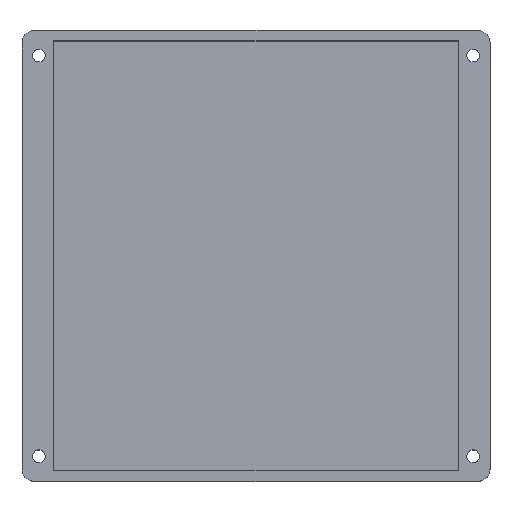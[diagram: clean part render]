
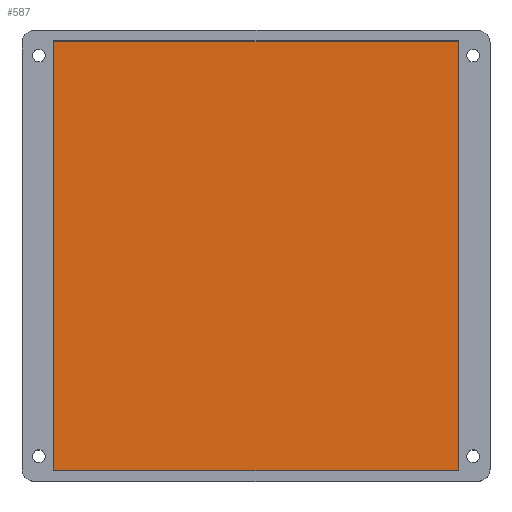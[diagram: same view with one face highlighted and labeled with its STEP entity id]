
A CAD part, top view. The second image highlights one B-rep face of the part: STEP entity #587.
In plain terms, the highlighted planar face has unit normal (0, 0, 1).
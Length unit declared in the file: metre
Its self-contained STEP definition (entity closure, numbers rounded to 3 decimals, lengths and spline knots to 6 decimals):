
#24=PLANE('',#663);
#68=LINE('',#996,#112);
#71=LINE('',#1002,#115);
#73=LINE('',#1006,#117);
#74=LINE('',#1007,#118);
#112=VECTOR('',#815,1.);
#115=VECTOR('',#820,1.);
#117=VECTOR('',#824,1.);
#118=VECTOR('',#825,1.);
#219=ORIENTED_EDGE('',*,*,#336,.T.);
#220=ORIENTED_EDGE('',*,*,#341,.F.);
#221=ORIENTED_EDGE('',*,*,#339,.T.);
#222=ORIENTED_EDGE('',*,*,#342,.T.);
#336=EDGE_CURVE('',#396,#395,#68,.T.);
#339=EDGE_CURVE('',#398,#397,#71,.T.);
#341=EDGE_CURVE('',#398,#395,#73,.T.);
#342=EDGE_CURVE('',#397,#396,#74,.T.);
#395=VERTEX_POINT('',#995);
#396=VERTEX_POINT('',#997);
#397=VERTEX_POINT('',#1001);
#398=VERTEX_POINT('',#1003);
#469=EDGE_LOOP('',(#219,#220,#221,#222));
#527=FACE_BOUND('',#469,.T.);
#587=ADVANCED_FACE('',(#527),#24,.T.);
#663=AXIS2_PLACEMENT_3D('',#1005,#822,#823);
#815=DIRECTION('',(0.,-1.,0.));
#820=DIRECTION('',(0.,1.,0.));
#822=DIRECTION('',(0.,0.,1.));
#823=DIRECTION('',(1.,0.,0.));
#824=DIRECTION('',(-1.,0.,0.));
#825=DIRECTION('',(-1.,0.,0.));
#995=CARTESIAN_POINT('',(0.0025,0.0025,0.0025));
#996=CARTESIAN_POINT('',(0.0025,0.0535,0.0025));
#997=CARTESIAN_POINT('',(0.0025,0.1045,0.0025));
#1001=CARTESIAN_POINT('',(0.0985,0.1045,0.0025));
#1002=CARTESIAN_POINT('',(0.0985,0.0535,0.0025));
#1003=CARTESIAN_POINT('',(0.0985,0.0025,0.0025));
#1005=CARTESIAN_POINT('',(0.0505,0.0535,0.0025));
#1006=CARTESIAN_POINT('',(0.0505,0.0025,0.0025));
#1007=CARTESIAN_POINT('',(0.0505,0.1045,0.0025));
